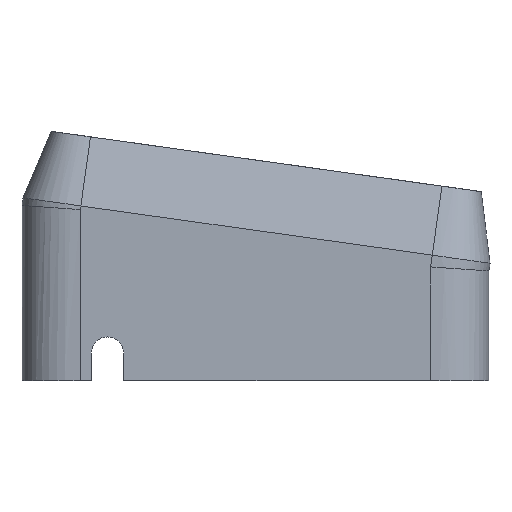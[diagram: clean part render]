
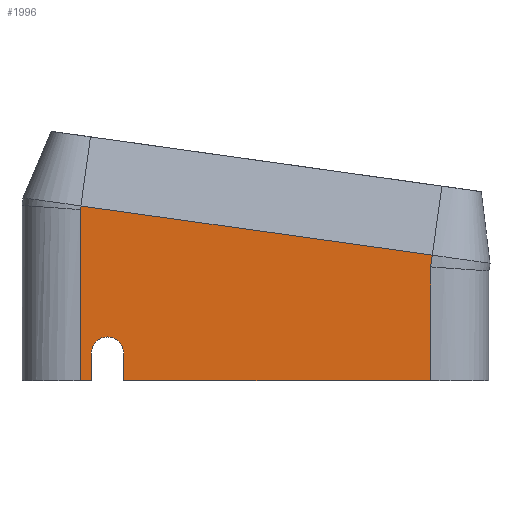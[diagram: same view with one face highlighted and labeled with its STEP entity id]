
A CAD part, left-side view. The second image highlights one B-rep face of the part: STEP entity #1996.
In plain terms, the highlighted planar face has unit normal (-1, 0, 0).
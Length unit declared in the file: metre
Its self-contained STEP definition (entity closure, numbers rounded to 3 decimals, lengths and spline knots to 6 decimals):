
#67=CIRCLE('',#2129,0.00175);
#126=B_SPLINE_CURVE_WITH_KNOTS('',3,(#3243,#3244,#3245,#3246),
 .UNSPECIFIED.,.F.,.F.,(4,4),(0.,1.),.UNSPECIFIED.);
#127=B_SPLINE_CURVE_WITH_KNOTS('',3,(#3248,#3249,#3250,#3251),
 .UNSPECIFIED.,.F.,.F.,(4,4),(0.,0.145302),.UNSPECIFIED.);
#128=B_SPLINE_CURVE_WITH_KNOTS('',3,(#3255,#3256,#3257,#3258),
 .UNSPECIFIED.,.F.,.F.,(4,4),(0.949455,1.),.UNSPECIFIED.);
#129=B_SPLINE_CURVE_WITH_KNOTS('',3,(#3260,#3261,#3262,#3263),
 .UNSPECIFIED.,.F.,.F.,(4,4),(0.,1.),.UNSPECIFIED.);
#370=ORIENTED_EDGE('',*,*,#991,.F.);
#371=ORIENTED_EDGE('',*,*,#992,.F.);
#372=ORIENTED_EDGE('',*,*,#993,.T.);
#373=ORIENTED_EDGE('',*,*,#980,.F.);
#374=ORIENTED_EDGE('',*,*,#994,.T.);
#375=ORIENTED_EDGE('',*,*,#995,.T.);
#376=ORIENTED_EDGE('',*,*,#996,.T.);
#377=ORIENTED_EDGE('',*,*,#997,.T.);
#378=ORIENTED_EDGE('',*,*,#998,.T.);
#379=ORIENTED_EDGE('',*,*,#875,.F.);
#875=EDGE_CURVE('',#1186,#1188,#1376,.T.);
#980=EDGE_CURVE('',#1290,#1291,#1439,.T.);
#991=EDGE_CURVE('',#1300,#1186,#1446,.T.);
#992=EDGE_CURVE('',#1301,#1300,#67,.T.);
#993=EDGE_CURVE('',#1301,#1291,#1447,.T.);
#994=EDGE_CURVE('',#1290,#1302,#126,.T.);
#995=EDGE_CURVE('',#1302,#1303,#127,.T.);
#996=EDGE_CURVE('',#1303,#1304,#1448,.T.);
#997=EDGE_CURVE('',#1304,#1305,#128,.T.);
#998=EDGE_CURVE('',#1305,#1188,#129,.T.);
#1186=VERTEX_POINT('',#2559);
#1188=VERTEX_POINT('',#2562);
#1290=VERTEX_POINT('',#3161);
#1291=VERTEX_POINT('',#3162);
#1300=VERTEX_POINT('',#3239);
#1301=VERTEX_POINT('',#3241);
#1302=VERTEX_POINT('',#3247);
#1303=VERTEX_POINT('',#3252);
#1304=VERTEX_POINT('',#3254);
#1305=VERTEX_POINT('',#3259);
#1376=LINE('',#2561,#1522);
#1439=LINE('',#3160,#1585);
#1446=LINE('',#3238,#1592);
#1447=LINE('',#3242,#1593);
#1448=LINE('',#3253,#1594);
#1522=VECTOR('',#2205,1.);
#1585=VECTOR('',#2280,1.);
#1592=VECTOR('',#2289,1.);
#1593=VECTOR('',#2292,1.);
#1594=VECTOR('',#2293,1.);
#1680=EDGE_LOOP('',(#370,#371,#372,#373,#374,#375,#376,#377,#378,#379));
#1812=FACE_BOUND('',#1680,.T.);
#1932=PLANE('',#2128);
#1996=ADVANCED_FACE('',(#1812),#1932,.T.);
#2128=AXIS2_PLACEMENT_3D('',#3237,#2287,#2288);
#2129=AXIS2_PLACEMENT_3D('',#3240,#2290,#2291);
#2205=DIRECTION('',(0.,1.,0.));
#2280=DIRECTION('',(0.,1.,0.));
#2287=DIRECTION('',(-1.,0.,0.));
#2288=DIRECTION('',(0.,0.,1.));
#2289=DIRECTION('',(0.,0.,-1.));
#2290=DIRECTION('',(-1.,0.,0.));
#2291=DIRECTION('',(0.,0.,1.));
#2292=DIRECTION('',(0.,0.,-1.));
#2293=DIRECTION('',(0.,0.99,0.139));
#2559=CARTESIAN_POINT('',(0.,0.043249,0.));
#2561=CARTESIAN_POINT('',(0.,0.0254,0.));
#2562=CARTESIAN_POINT('',(0.,0.04445,0.));
#3160=CARTESIAN_POINT('',(0.,0.0254,0.));
#3161=CARTESIAN_POINT('',(0.,0.00635,0.));
#3162=CARTESIAN_POINT('',(0.,0.039749,0.));
#3237=CARTESIAN_POINT('',(0.,0.0254,0.01905));
#3238=CARTESIAN_POINT('',(0.,0.043249,0.01905));
#3239=CARTESIAN_POINT('',(0.,0.043249,0.003));
#3240=CARTESIAN_POINT('',(0.,0.041499,0.003));
#3241=CARTESIAN_POINT('',(0.,0.039749,0.003));
#3242=CARTESIAN_POINT('',(0.,0.039749,0.01905));
#3243=CARTESIAN_POINT('',(0.,0.00635,0.));
#3244=CARTESIAN_POINT('',(0.,0.00635,0.004125));
#3245=CARTESIAN_POINT('',(0.,0.00635,0.008249));
#3246=CARTESIAN_POINT('',(0.,0.00635,0.012374));
#3247=CARTESIAN_POINT('',(0.,0.00635,0.012374));
#3248=CARTESIAN_POINT('',(0.,0.00635,0.012374));
#3249=CARTESIAN_POINT('',(0.,0.00629,0.0128));
#3250=CARTESIAN_POINT('',(0.,0.006231,0.013225));
#3251=CARTESIAN_POINT('',(0.,0.006171,0.013651));
#3252=CARTESIAN_POINT('',(0.,0.006171,0.013651));
#3253=CARTESIAN_POINT('',(0.,0.044394,0.019007));
#3254=CARTESIAN_POINT('',(0.,0.044394,0.019007));
#3255=CARTESIAN_POINT('',(0.,0.044394,0.019007));
#3256=CARTESIAN_POINT('',(0.,0.044413,0.018874));
#3257=CARTESIAN_POINT('',(0.,0.044431,0.018741));
#3258=CARTESIAN_POINT('',(0.,0.04445,0.018607));
#3259=CARTESIAN_POINT('',(0.,0.04445,0.018607));
#3260=CARTESIAN_POINT('',(0.,0.04445,0.018607));
#3261=CARTESIAN_POINT('',(0.,0.04445,0.012405));
#3262=CARTESIAN_POINT('',(0.,0.04445,0.006202));
#3263=CARTESIAN_POINT('',(0.,0.04445,0.));
